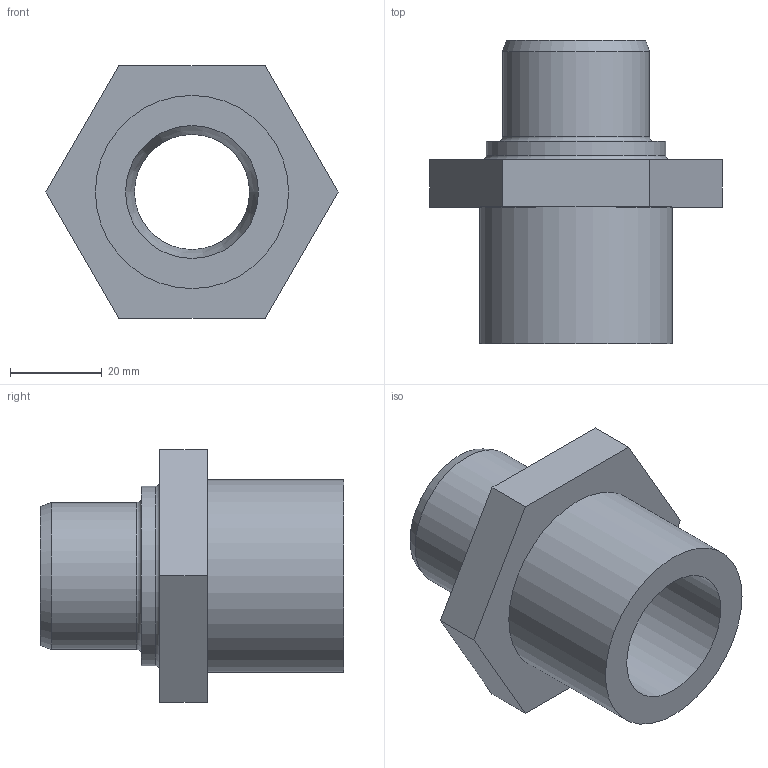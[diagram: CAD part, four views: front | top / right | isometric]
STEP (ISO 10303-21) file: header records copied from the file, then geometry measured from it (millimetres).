
FILE_DESCRIPTION(/* description */ (''),/* implementation_level */ '2;1');
FILE_NAME(/* name */ 'NRIV032114.ipt.stp',/* time_stamp */ '2013-10-01T14:48:28+02:00',/* author */ ('bfaro'),/* organization */ (''),/* preprocessor_version */ 'ST-DEVELOPER v15.2',/* originating_system */ 'Autodesk Inventor 2014',/* authorisation */ '');
FILE_SCHEMA (('AUTOMOTIVE_DESIGN { 1 0 10303 214 3 1 1 }'));
Length unit declared in the file: millimetre
Products named in the file (1): NRIV032114
Bounding box: 63.51 x 66 x 55 mm (x, y, z)
Volume: 52482.8 mm3; surface area: 18126.8 mm2
Topology: 1 solids, 1 shells, 20 faces, 44 edges, 30 vertices
Faces by surface type: plane 11, cylinder 5, cone 2, torus 2
Full cylindrical faces by diameter (mm): 25 x1, 28.9 x1, 32 x1, 39 x1, 42 x1
Entity records: 515 total; most frequent: DIRECTION 87, CARTESIAN_POINT 80, ORIENTED_EDGE 62, EDGE_LOOP 34, AXIS2_PLACEMENT_3D 34, EDGE_CURVE 31, VERTEX_POINT 25, FACE_OUTER_BOUND 20
